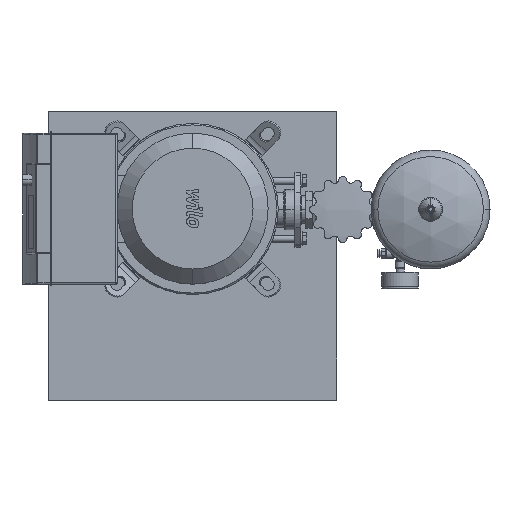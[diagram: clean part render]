
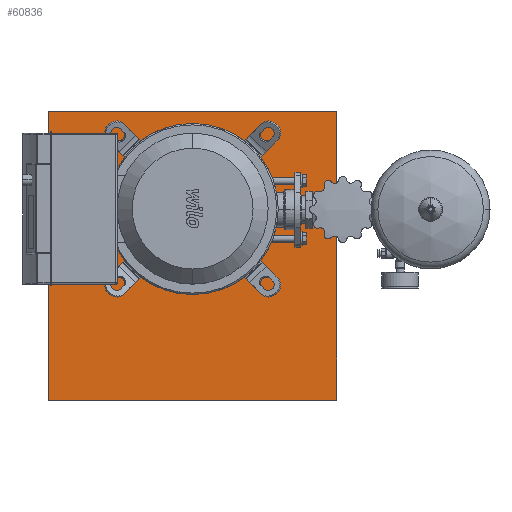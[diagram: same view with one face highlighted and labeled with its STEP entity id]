
A CAD part, top view. The second image highlights one B-rep face of the part: STEP entity #60836.
In plain terms, the highlighted planar face has unit normal (0, 0, 1).
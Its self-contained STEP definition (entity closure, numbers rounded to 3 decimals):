
#60797=CARTESIAN_POINT('',(-250.0,0.0,125.0));
#60798=DIRECTION('',(0.0,0.0,1.0));
#60799=DIRECTION('',(0.0,-1.0,0.0));
#60800=AXIS2_PLACEMENT_3D('',#60797,#60798,#60799);
#60801=PLANE('',#60800);
#60802=CARTESIAN_POINT('',(250.0,-250.0,125.));
#60803=VERTEX_POINT('',#60802);
#60804=CARTESIAN_POINT('',(250.0,250.0,125.));
#60805=VERTEX_POINT('',#60804);
#60806=CARTESIAN_POINT('',(250.0,-250.0,125.));
#60807=DIRECTION('',(0.0,1.0,0.0));
#60808=VECTOR('',#60807,500.0);
#60809=LINE('',#60806,#60808);
#60810=EDGE_CURVE('',#60803,#60805,#60809,.T.);
#60811=ORIENTED_EDGE('',*,*,#60810,.T.);
#60812=CARTESIAN_POINT('',(-250.0,250.0,125.));
#60813=VERTEX_POINT('',#60812);
#60814=CARTESIAN_POINT('',(-250.0,250.0,125.));
#60815=DIRECTION('',(1.0,0.0,0.0));
#60816=VECTOR('',#60815,500.0);
#60817=LINE('',#60814,#60816);
#60818=EDGE_CURVE('',#60813,#60805,#60817,.T.);
#60819=ORIENTED_EDGE('',*,*,#60818,.F.);
#60820=CARTESIAN_POINT('',(-250.0,-250.0,125.));
#60821=VERTEX_POINT('',#60820);
#60822=CARTESIAN_POINT('',(-250.0,250.0,125.));
#60823=DIRECTION('',(0.0,-1.0,0.0));
#60824=VECTOR('',#60823,500.0);
#60825=LINE('',#60822,#60824);
#60826=EDGE_CURVE('',#60813,#60821,#60825,.T.);
#60827=ORIENTED_EDGE('',*,*,#60826,.T.);
#60828=CARTESIAN_POINT('',(-250.0,-250.0,125.));
#60829=DIRECTION('',(1.0,0.0,0.0));
#60830=VECTOR('',#60829,500.0);
#60831=LINE('',#60828,#60830);
#60832=EDGE_CURVE('',#60821,#60803,#60831,.T.);
#60833=ORIENTED_EDGE('',*,*,#60832,.T.);
#60834=EDGE_LOOP('',(#60811,#60819,#60827,#60833));
#60835=FACE_OUTER_BOUND('',#60834,.T.);
#60836=ADVANCED_FACE('',(#60835),#60801,.T.);
